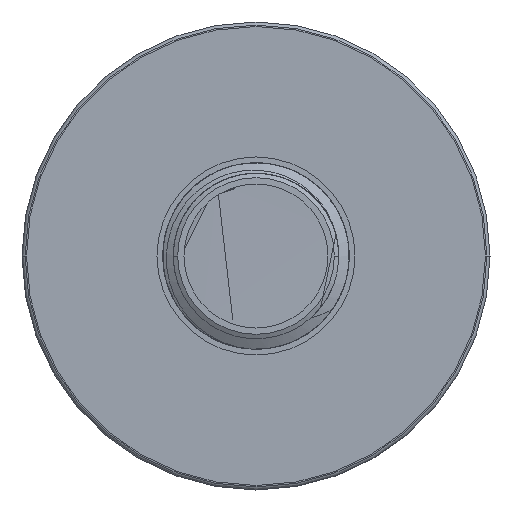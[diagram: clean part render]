
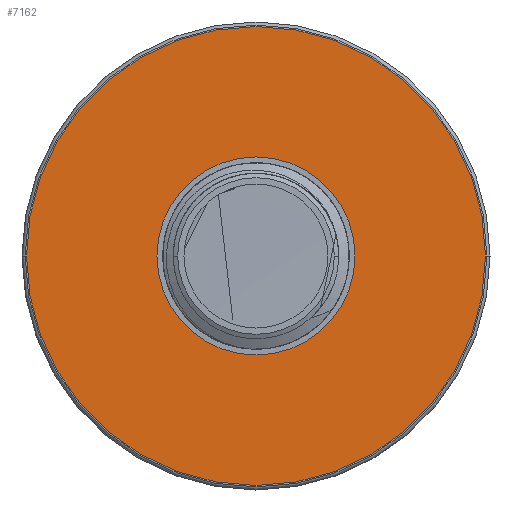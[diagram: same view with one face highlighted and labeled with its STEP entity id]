
A CAD part, left-side view. The second image highlights one B-rep face of the part: STEP entity #7162.
In plain terms, the highlighted face is planar.
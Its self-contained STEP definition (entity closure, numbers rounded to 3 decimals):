
#6466=CARTESIAN_POINT('',(0.,8.5,0.));
#6467=DIRECTION('',(0.,1.,0.));
#6468=DIRECTION('',(1.,0.,0.));
#6469=AXIS2_PLACEMENT_3D('',#6466,#6467,#6468);
#6471=CARTESIAN_POINT('',(0.,8.5,0.));
#6472=DIRECTION('',(0.,1.,0.));
#6473=DIRECTION('',(-1.,0.,0.));
#6474=AXIS2_PLACEMENT_3D('',#6471,#6472,#6473);
#6476=CARTESIAN_POINT('',(0.,8.5,0.));
#6477=DIRECTION('',(0.,1.,0.));
#6478=DIRECTION('',(1.,0.,0.));
#6479=AXIS2_PLACEMENT_3D('',#6476,#6477,#6478);
#6481=CARTESIAN_POINT('',(0.,8.5,0.));
#6482=DIRECTION('',(0.,1.,0.));
#6483=DIRECTION('',(-1.,0.,0.));
#6484=AXIS2_PLACEMENT_3D('',#6481,#6482,#6483);
#7103=CARTESIAN_POINT('',(10.795,8.5,0.));
#7104=CARTESIAN_POINT('',(-10.795,8.5,0.));
#7105=VERTEX_POINT('',#7103);
#7106=VERTEX_POINT('',#7104);
#7107=CARTESIAN_POINT('',(25.5,8.5,0.));
#7108=CARTESIAN_POINT('',(-25.5,8.5,0.));
#7109=VERTEX_POINT('',#7107);
#7110=VERTEX_POINT('',#7108);
#7146=CARTESIAN_POINT('',(0.,8.5,0.));
#7147=DIRECTION('',(0.,1.,0.));
#7148=DIRECTION('',(1.,0.,0.));
#7149=AXIS2_PLACEMENT_3D('',#7146,#7147,#7148);
#7150=PLANE('',#7149);
#7151=ORIENTED_EDGE('',*,*,#7136,.F.);
#7153=ORIENTED_EDGE('',*,*,#7152,.F.);
#7154=EDGE_LOOP('',(#7151,#7153));
#7155=FACE_OUTER_BOUND('',#7154,.F.);
#7157=ORIENTED_EDGE('',*,*,#7156,.T.);
#7159=ORIENTED_EDGE('',*,*,#7158,.T.);
#7160=EDGE_LOOP('',(#7157,#7159));
#7161=FACE_BOUND('',#7160,.F.);
#6470=CIRCLE('',#6469,10.795);
#6475=CIRCLE('',#6474,10.795);
#6480=CIRCLE('',#6479,25.5);
#6485=CIRCLE('',#6484,25.5);
#7136=EDGE_CURVE('',#7109,#7110,#6480,.T.);
#7152=EDGE_CURVE('',#7110,#7109,#6485,.T.);
#7156=EDGE_CURVE('',#7105,#7106,#6470,.T.);
#7158=EDGE_CURVE('',#7106,#7105,#6475,.T.);
#7162=ADVANCED_FACE('',(#7155,#7161),#7150,.T.);
